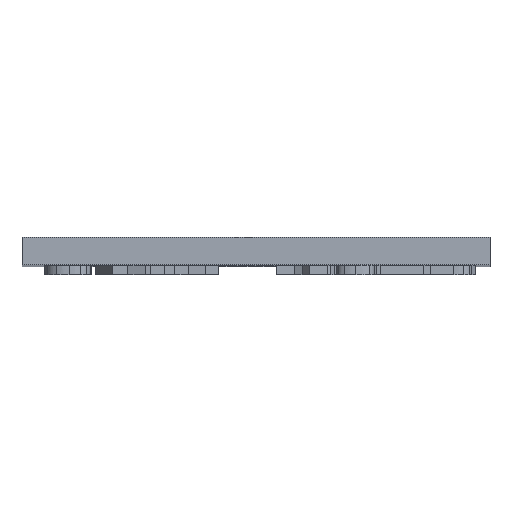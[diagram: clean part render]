
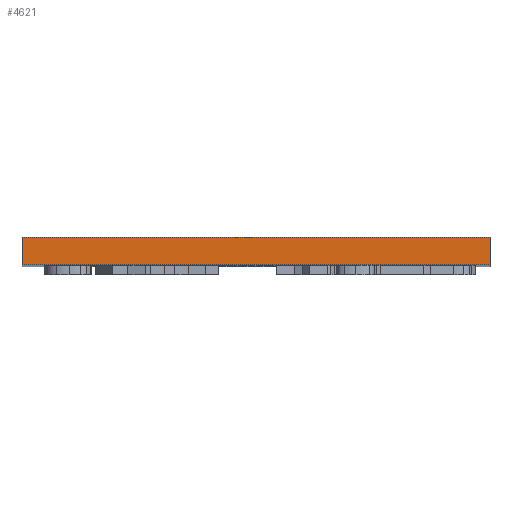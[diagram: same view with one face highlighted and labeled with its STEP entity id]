
A CAD part, top view. The second image highlights one B-rep face of the part: STEP entity #4621.
In plain terms, the highlighted planar face has unit normal (0, 0, 1).
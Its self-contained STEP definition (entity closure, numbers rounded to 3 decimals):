
#664=FACE_OUTER_BOUND('',#942,.T.);
#942=EDGE_LOOP('',(#4217,#4218,#4219,#4220));
#1021=LINE('',#6190,#1453);
#1391=LINE('',#8565,#1823);
#1397=LINE('',#8576,#1829);
#1398=LINE('',#8578,#1830);
#1453=VECTOR('',#4978,10.);
#1823=VECTOR('',#5634,10.);
#1829=VECTOR('',#5644,10.);
#1830=VECTOR('',#5647,10.);
#1905=VERTEX_POINT('',#6188);
#1906=VERTEX_POINT('',#6189);
#2268=VERTEX_POINT('',#8564);
#2271=VERTEX_POINT('',#8574);
#2384=EDGE_CURVE('',#1905,#1906,#1021,.T.);
#2927=EDGE_CURVE('',#1906,#2268,#1391,.T.);
#2933=EDGE_CURVE('',#1905,#2271,#1397,.T.);
#2934=EDGE_CURVE('',#2268,#2271,#1398,.T.);
#4217=ORIENTED_EDGE('',*,*,#2384,.F.);
#4218=ORIENTED_EDGE('',*,*,#2933,.T.);
#4219=ORIENTED_EDGE('',*,*,#2934,.F.);
#4220=ORIENTED_EDGE('',*,*,#2927,.F.);
#4381=PLANE('',#4828);
#4621=ADVANCED_FACE('',(#664),#4381,.T.);
#4828=AXIS2_PLACEMENT_3D('',#8577,#5645,#5646);
#4978=DIRECTION('',(-1.,0.,0.));
#5634=DIRECTION('',(0.,1.,0.));
#5644=DIRECTION('',(0.,1.,0.));
#5645=DIRECTION('center_axis',(0.,0.,1.));
#5646=DIRECTION('ref_axis',(1.,0.,0.));
#5647=DIRECTION('',(1.,0.,0.));
#6188=CARTESIAN_POINT('',(50.8,0.,130.));
#6189=CARTESIAN_POINT('',(0.,0.,130.));
#6190=CARTESIAN_POINT('',(50.8,0.,130.));
#8564=CARTESIAN_POINT('',(0.,3.,130.));
#8565=CARTESIAN_POINT('',(0.,0.,130.));
#8574=CARTESIAN_POINT('',(50.8,3.,130.));
#8576=CARTESIAN_POINT('',(50.8,0.,130.));
#8577=CARTESIAN_POINT('Origin',(0.,0.,130.));
#8578=CARTESIAN_POINT('',(50.8,3.,130.));
